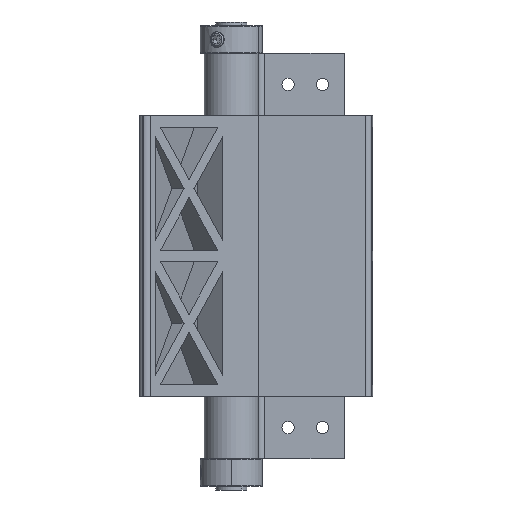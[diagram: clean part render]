
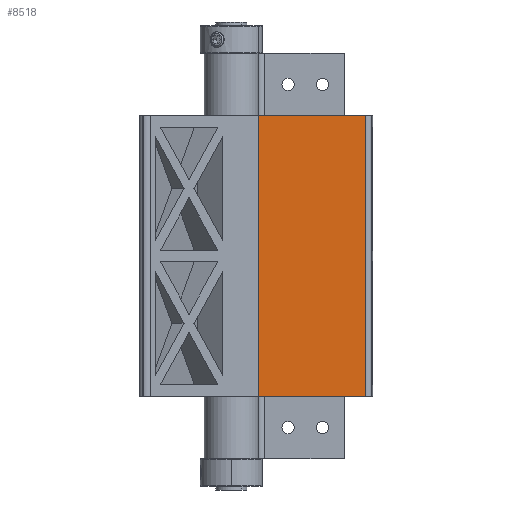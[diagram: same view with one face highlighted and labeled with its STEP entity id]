
A CAD part, left-side view. The second image highlights one B-rep face of the part: STEP entity #8518.
In plain terms, the highlighted planar face has unit normal (-1, 0.004, 0).
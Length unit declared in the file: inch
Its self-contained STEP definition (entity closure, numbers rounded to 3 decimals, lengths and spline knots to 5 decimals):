
#383 = LINE ( 'NONE', #4459, #6630 ) ;
#582 = CARTESIAN_POINT ( 'NONE',  ( 1.9695, 2.31885, 7.64849 ) ) ;
#843 = EDGE_CURVE ( 'NONE', #6444, #8429, #4767, .T. ) ;
#1096 = LINE ( 'NONE', #2208, #9149 ) ;
#1556 = EDGE_LOOP ( 'NONE', ( #8664, #4505, #8269, #4465 ) ) ;
#2062 = VERTEX_POINT ( 'NONE', #5765 ) ;
#2170 = EDGE_CURVE ( 'NONE', #2062, #5427, #8120, .T. ) ;
#2208 = CARTESIAN_POINT ( 'NONE',  ( 1.96913, 2.21885, 3.33599 ) ) ;
#2401 = VECTOR ( 'NONE', #8218, 39.37008 ) ;
#2642 = AXIS2_PLACEMENT_3D ( 'NONE', #4660, #3963, #10096 ) ;
#3165 = DIRECTION ( 'NONE',  ( 0.004, 1., 0. ) ) ;
#3448 = DIRECTION ( 'NONE',  ( 0., 0., -1. ) ) ;
#3486 = CARTESIAN_POINT ( 'NONE',  ( 1.97577, 4.03281, 7.83599 ) ) ;
#3574 = FACE_OUTER_BOUND ( 'NONE', #1556, .T. ) ;
#3963 = DIRECTION ( 'NONE',  ( -1., 0.004, 0. ) ) ;
#4280 = CARTESIAN_POINT ( 'NONE',  ( 1.97577, 4.03281, 7.83599 ) ) ;
#4426 = DIRECTION ( 'NONE',  ( -0.004, -1., 0. ) ) ;
#4459 = CARTESIAN_POINT ( 'NONE',  ( 1.96913, 2.21885, 7.83599 ) ) ;
#4462 = CARTESIAN_POINT ( 'NONE',  ( 1.97577, 4.03281, 3.33599 ) ) ;
#4465 = ORIENTED_EDGE ( 'NONE', *, *, #843, .T. ) ;
#4505 = ORIENTED_EDGE ( 'NONE', *, *, #2170, .T. ) ;
#4575 = EDGE_CURVE ( 'NONE', #6444, #5427, #383, .T. ) ;
#4660 = CARTESIAN_POINT ( 'NONE',  ( 1.96913, 2.21885, 7.64849 ) ) ;
#4767 = LINE ( 'NONE', #3486, #6113 ) ;
#5427 = VERTEX_POINT ( 'NONE', #6918 ) ;
#5494 = EDGE_CURVE ( 'NONE', #2062, #8429, #1096, .T. ) ;
#5765 = CARTESIAN_POINT ( 'NONE',  ( 1.9695, 2.31885, 3.33599 ) ) ;
#6113 = VECTOR ( 'NONE', #3448, 39.37008 ) ;
#6444 = VERTEX_POINT ( 'NONE', #4280 ) ;
#6630 = VECTOR ( 'NONE', #4426, 39.37008 ) ;
#6843 = PLANE ( 'NONE',  #2642 ) ;
#6918 = CARTESIAN_POINT ( 'NONE',  ( 1.9695, 2.31885, 7.83599 ) ) ;
#8120 = LINE ( 'NONE', #582, #2401 ) ;
#8218 = DIRECTION ( 'NONE',  ( 0., 0., 1. ) ) ;
#8269 = ORIENTED_EDGE ( 'NONE', *, *, #4575, .F. ) ;
#8429 = VERTEX_POINT ( 'NONE', #4462 ) ;
#8518 = ADVANCED_FACE ( 'NONE', ( #3574 ), #6843, .T. ) ;
#8664 = ORIENTED_EDGE ( 'NONE', *, *, #5494, .F. ) ;
#9149 = VECTOR ( 'NONE', #3165, 39.37008 ) ;
#10096 = DIRECTION ( 'NONE',  ( 0., 0., 1. ) ) ;
